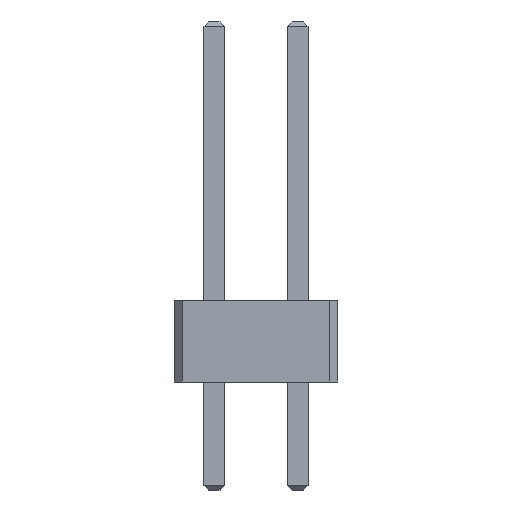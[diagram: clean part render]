
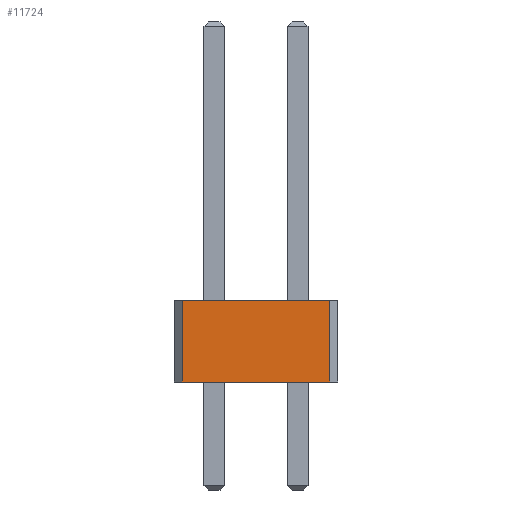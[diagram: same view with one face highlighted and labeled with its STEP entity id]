
A CAD part, front view. The second image highlights one B-rep face of the part: STEP entity #11724.
In plain terms, the highlighted planar face has unit normal (0, -1, 0).
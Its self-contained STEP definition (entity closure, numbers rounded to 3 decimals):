
#44 = PLANE('',#45);
#45 = AXIS2_PLACEMENT_3D('',#46,#47,#48);
#46 = CARTESIAN_POINT('',(-1.23,1.02,0.));
#47 = DIRECTION('',(0.,0.,-1.));
#48 = DIRECTION('',(0.,1.,0.));
#100 = PLANE('',#101);
#101 = AXIS2_PLACEMENT_3D('',#102,#103,#104);
#102 = CARTESIAN_POINT('',(-1.23,1.02,2.5));
#103 = DIRECTION('',(0.,0.,-1.));
#104 = DIRECTION('',(0.,1.,0.));
#1253 = VERTEX_POINT('',#1254);
#1254 = CARTESIAN_POINT('',(3.52,-31.75,0.));
#1268 = PLANE('',#1269);
#1269 = AXIS2_PLACEMENT_3D('',#1270,#1271,#1272);
#1270 = CARTESIAN_POINT('',(3.645,-31.625,0.));
#1271 = DIRECTION('',(0.707,-0.707,0.));
#1272 = DIRECTION('',(0.,0.,-1.));
#1280 = EDGE_CURVE('',#1281,#1253,#1283,.T.);
#1281 = VERTEX_POINT('',#1282);
#1282 = CARTESIAN_POINT('',(-0.98,-31.75,0.));
#1283 = SURFACE_CURVE('',#1284,(#1288,#1295),.PCURVE_S1.);
#1284 = LINE('',#1285,#1286);
#1285 = CARTESIAN_POINT('',(-1.23,-31.75,0.));
#1286 = VECTOR('',#1287,1.);
#1287 = DIRECTION('',(1.,0.,0.));
#1288 = PCURVE('',#44,#1289);
#1289 = DEFINITIONAL_REPRESENTATION('',(#1290),#1294);
#1290 = LINE('',#1291,#1292);
#1291 = CARTESIAN_POINT('',(-32.77,0.));
#1292 = VECTOR('',#1293,1.);
#1293 = DIRECTION('',(0.,1.));
#1294 = ( GEOMETRIC_REPRESENTATION_CONTEXT(2) 
PARAMETRIC_REPRESENTATION_CONTEXT() REPRESENTATION_CONTEXT('2D SPACE',''
  ) );
#1295 = PCURVE('',#1296,#1301);
#1296 = PLANE('',#1297);
#1297 = AXIS2_PLACEMENT_3D('',#1298,#1299,#1300);
#1298 = CARTESIAN_POINT('',(-1.23,-31.75,0.));
#1299 = DIRECTION('',(0.,1.,0.));
#1300 = DIRECTION('',(1.,0.,0.));
#1301 = DEFINITIONAL_REPRESENTATION('',(#1302),#1306);
#1302 = LINE('',#1303,#1304);
#1303 = CARTESIAN_POINT('',(0.,0.));
#1304 = VECTOR('',#1305,1.);
#1305 = DIRECTION('',(1.,0.));
#1306 = ( GEOMETRIC_REPRESENTATION_CONTEXT(2) 
PARAMETRIC_REPRESENTATION_CONTEXT() REPRESENTATION_CONTEXT('2D SPACE',''
  ) );
#1324 = PLANE('',#1325);
#1325 = AXIS2_PLACEMENT_3D('',#1326,#1327,#1328);
#1326 = CARTESIAN_POINT('',(-1.105,-31.625,0.));
#1327 = DIRECTION('',(-0.707,-0.707,0.));
#1328 = DIRECTION('',(0.,0.,-1.));
#6077 = VERTEX_POINT('',#6078);
#6078 = CARTESIAN_POINT('',(3.52,-31.75,2.5));
#6099 = EDGE_CURVE('',#6100,#6077,#6102,.T.);
#6100 = VERTEX_POINT('',#6101);
#6101 = CARTESIAN_POINT('',(-0.98,-31.75,2.5));
#6102 = SURFACE_CURVE('',#6103,(#6107,#6114),.PCURVE_S1.);
#6103 = LINE('',#6104,#6105);
#6104 = CARTESIAN_POINT('',(-1.23,-31.75,2.5));
#6105 = VECTOR('',#6106,1.);
#6106 = DIRECTION('',(1.,0.,0.));
#6107 = PCURVE('',#100,#6108);
#6108 = DEFINITIONAL_REPRESENTATION('',(#6109),#6113);
#6109 = LINE('',#6110,#6111);
#6110 = CARTESIAN_POINT('',(-32.77,0.));
#6111 = VECTOR('',#6112,1.);
#6112 = DIRECTION('',(0.,1.));
#6113 = ( GEOMETRIC_REPRESENTATION_CONTEXT(2) 
PARAMETRIC_REPRESENTATION_CONTEXT() REPRESENTATION_CONTEXT('2D SPACE',''
  ) );
#6114 = PCURVE('',#1296,#6115);
#6115 = DEFINITIONAL_REPRESENTATION('',(#6116),#6120);
#6116 = LINE('',#6117,#6118);
#6117 = CARTESIAN_POINT('',(0.,-2.5));
#6118 = VECTOR('',#6119,1.);
#6119 = DIRECTION('',(1.,0.));
#6120 = ( GEOMETRIC_REPRESENTATION_CONTEXT(2) 
PARAMETRIC_REPRESENTATION_CONTEXT() REPRESENTATION_CONTEXT('2D SPACE',''
  ) );
#11704 = EDGE_CURVE('',#1281,#6100,#11705,.T.);
#11705 = SURFACE_CURVE('',#11706,(#11710,#11717),.PCURVE_S1.);
#11706 = LINE('',#11707,#11708);
#11707 = CARTESIAN_POINT('',(-0.98,-31.75,0.));
#11708 = VECTOR('',#11709,1.);
#11709 = DIRECTION('',(0.,0.,1.));
#11710 = PCURVE('',#1324,#11711);
#11711 = DEFINITIONAL_REPRESENTATION('',(#11712),#11716);
#11712 = LINE('',#11713,#11714);
#11713 = CARTESIAN_POINT('',(0.,0.177));
#11714 = VECTOR('',#11715,1.);
#11715 = DIRECTION('',(-1.,0.));
#11716 = ( GEOMETRIC_REPRESENTATION_CONTEXT(2) 
PARAMETRIC_REPRESENTATION_CONTEXT() REPRESENTATION_CONTEXT('2D SPACE',''
  ) );
#11717 = PCURVE('',#1296,#11718);
#11718 = DEFINITIONAL_REPRESENTATION('',(#11719),#11723);
#11719 = LINE('',#11720,#11721);
#11720 = CARTESIAN_POINT('',(0.25,0.));
#11721 = VECTOR('',#11722,1.);
#11722 = DIRECTION('',(0.,-1.));
#11723 = ( GEOMETRIC_REPRESENTATION_CONTEXT(2) 
PARAMETRIC_REPRESENTATION_CONTEXT() REPRESENTATION_CONTEXT('2D SPACE',''
  ) );
#11724 = ADVANCED_FACE('',(#11725),#1296,.F.);
#11725 = FACE_BOUND('',#11726,.F.);
#11726 = EDGE_LOOP('',(#11727,#11728,#11729,#11730));
#11727 = ORIENTED_EDGE('',*,*,#1280,.F.);
#11728 = ORIENTED_EDGE('',*,*,#11704,.T.);
#11729 = ORIENTED_EDGE('',*,*,#6099,.T.);
#11730 = ORIENTED_EDGE('',*,*,#11731,.F.);
#11731 = EDGE_CURVE('',#1253,#6077,#11732,.T.);
#11732 = SURFACE_CURVE('',#11733,(#11737,#11744),.PCURVE_S1.);
#11733 = LINE('',#11734,#11735);
#11734 = CARTESIAN_POINT('',(3.52,-31.75,0.));
#11735 = VECTOR('',#11736,1.);
#11736 = DIRECTION('',(0.,0.,1.));
#11737 = PCURVE('',#1296,#11738);
#11738 = DEFINITIONAL_REPRESENTATION('',(#11739),#11743);
#11739 = LINE('',#11740,#11741);
#11740 = CARTESIAN_POINT('',(4.75,0.));
#11741 = VECTOR('',#11742,1.);
#11742 = DIRECTION('',(0.,-1.));
#11743 = ( GEOMETRIC_REPRESENTATION_CONTEXT(2) 
PARAMETRIC_REPRESENTATION_CONTEXT() REPRESENTATION_CONTEXT('2D SPACE',''
  ) );
#11744 = PCURVE('',#1268,#11745);
#11745 = DEFINITIONAL_REPRESENTATION('',(#11746),#11750);
#11746 = LINE('',#11747,#11748);
#11747 = CARTESIAN_POINT('',(0.,-0.177));
#11748 = VECTOR('',#11749,1.);
#11749 = DIRECTION('',(-1.,0.));
#11750 = ( GEOMETRIC_REPRESENTATION_CONTEXT(2) 
PARAMETRIC_REPRESENTATION_CONTEXT() REPRESENTATION_CONTEXT('2D SPACE',''
  ) );
